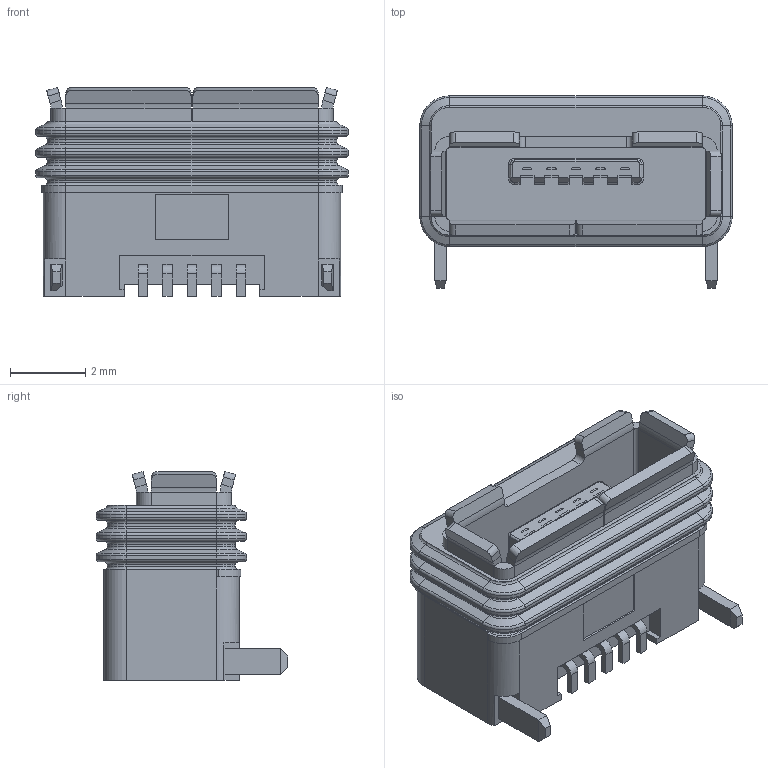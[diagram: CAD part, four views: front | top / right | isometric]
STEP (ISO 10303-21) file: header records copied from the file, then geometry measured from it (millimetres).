
FILE_DESCRIPTION (( 'STEP AP214' ), '1' );
FILE_NAME ('MUC-20PFFR-JS7001.STEP', '2020-08-15T11:58:02', ( '' ), ( '' ), 'SwSTEP 2.0', 'SolidWorks 2017', '' );
FILE_SCHEMA (( 'AUTOMOTIVE_DESIGN' ));
Length unit declared in the file: millimetre
Products named in the file (1): MUC-20PFFR-JS7001
Bounding box: 8.3 x 5.1 x 5.55 mm (x, y, z)
Volume: 93.3 mm3; surface area: 520.7 mm2
Topology: 20 solids, 20 shells, 604 faces, 1399 edges, 846 vertices
Faces by surface type: plane 335, cylinder 199, torus 58, cone 12
Entity records: 20933 total; most frequent: DIRECTION 3057, CARTESIAN_POINT 2874, ORIENTED_EDGE 2798, EDGE_CURVE 1399, AXIS2_PLACEMENT_3D 1059, LINE 939, VECTOR 939, VERTEX_POINT 846
